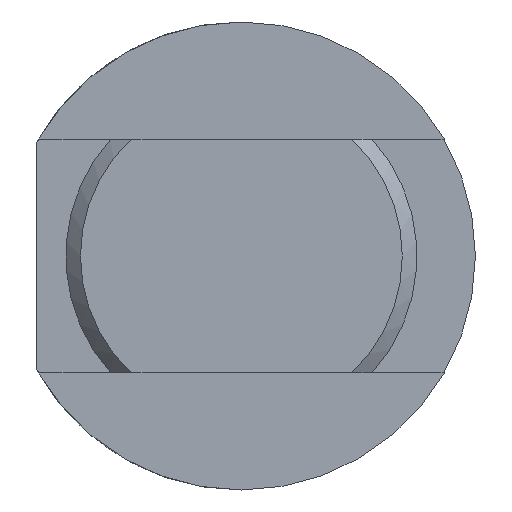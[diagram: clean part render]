
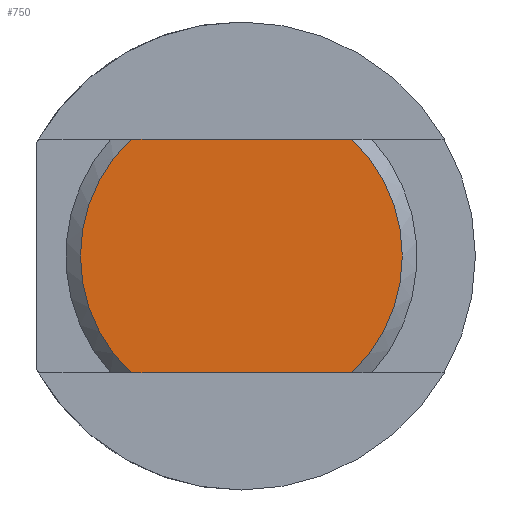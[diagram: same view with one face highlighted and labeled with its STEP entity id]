
A CAD part, left-side view. The second image highlights one B-rep face of the part: STEP entity #750.
In plain terms, the highlighted planar face has unit normal (-1, 0, 0).
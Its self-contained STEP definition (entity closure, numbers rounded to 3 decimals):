
#123 = ORIENTED_EDGE ( 'NONE', *, *, #2375, .F. ) ;
#124 = ORIENTED_EDGE ( 'NONE', *, *, #2376, .T. ) ;
#125 = ORIENTED_EDGE ( 'NONE', *, *, #2379, .F. ) ;
#126 = ORIENTED_EDGE ( 'NONE', *, *, #2374, .T. ) ;
#750 = ADVANCED_FACE ( 'NONE', ( #1040 ), #1725, .F. ) ;
#1040 = FACE_OUTER_BOUND ( 'NONE', #3305, .T. ) ;
#1113 = VERTEX_POINT ( 'NONE', #1793 ) ;
#1140 = VERTEX_POINT ( 'NONE', #1820 ) ;
#1204 = VERTEX_POINT ( 'NONE', #1884 ) ;
#1209 = VERTEX_POINT ( 'NONE', #1889 ) ;
#1724 = CARTESIAN_POINT ( 'NONE',  ( 0., 0., 0. ) ) ;
#1725 = PLANE ( 'NONE',  #2540 ) ;
#1727 = DIRECTION ( 'NONE',  ( 1., 0., 0. ) ) ;
#1728 = DIRECTION ( 'NONE',  ( 0., 0., -1. ) ) ;
#1793 = CARTESIAN_POINT ( 'NONE',  ( 0., -3.775, -4. ) ) ;
#1820 = CARTESIAN_POINT ( 'NONE',  ( 0., -3.775, 4. ) ) ;
#1884 = CARTESIAN_POINT ( 'NONE',  ( 0., 3.775, 4. ) ) ;
#1889 = CARTESIAN_POINT ( 'NONE',  ( 0., 3.775, -4. ) ) ;
#2374 = EDGE_CURVE ( 'NONE', #1204, #1209, #2683, .T. ) ;
#2375 = EDGE_CURVE ( 'NONE', #1113, #1209, #2690, .T. ) ;
#2376 = EDGE_CURVE ( 'NONE', #1113, #1140, #2678, .T. ) ;
#2379 = EDGE_CURVE ( 'NONE', #1204, #1140, #2696, .T. ) ;
#2540 = AXIS2_PLACEMENT_3D ( 'NONE', #1724, #1727, #1728 ) ;
#2634 = AXIS2_PLACEMENT_3D ( 'NONE', #3086, #3096, #3097 ) ;
#2635 = AXIS2_PLACEMENT_3D ( 'NONE', #3098, #3101, #3102 ) ;
#2678 = CIRCLE ( 'NONE', #2635, 5.5 ) ;
#2681 = VECTOR ( 'NONE', #3111, 1000. ) ;
#2683 = CIRCLE ( 'NONE', #2634, 5.5 ) ;
#2690 = LINE ( 'NONE', #3091, #2709 ) ;
#2696 = LINE ( 'NONE', #3110, #2681 ) ;
#2709 = VECTOR ( 'NONE', #3099, 1000. ) ;
#3086 = CARTESIAN_POINT ( 'NONE',  ( 0., 0., 0. ) ) ;
#3091 = CARTESIAN_POINT ( 'NONE',  ( 0., 6.928, -4. ) ) ;
#3096 = DIRECTION ( 'NONE',  ( -1., 0., 0. ) ) ;
#3097 = DIRECTION ( 'NONE',  ( 0., 0., -1. ) ) ;
#3098 = CARTESIAN_POINT ( 'NONE',  ( 0., 0., 0. ) ) ;
#3099 = DIRECTION ( 'NONE',  ( 0., 1., 0. ) ) ;
#3101 = DIRECTION ( 'NONE',  ( -1., 0., 0. ) ) ;
#3102 = DIRECTION ( 'NONE',  ( 0., 0., -1. ) ) ;
#3110 = CARTESIAN_POINT ( 'NONE',  ( 0., 6.928, 4. ) ) ;
#3111 = DIRECTION ( 'NONE',  ( 0., -1., 0. ) ) ;
#3305 = EDGE_LOOP ( 'NONE', ( #123, #124, #125, #126 ) ) ;
